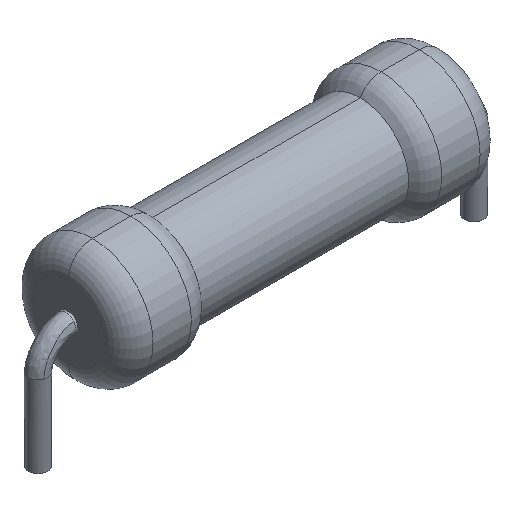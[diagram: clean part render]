
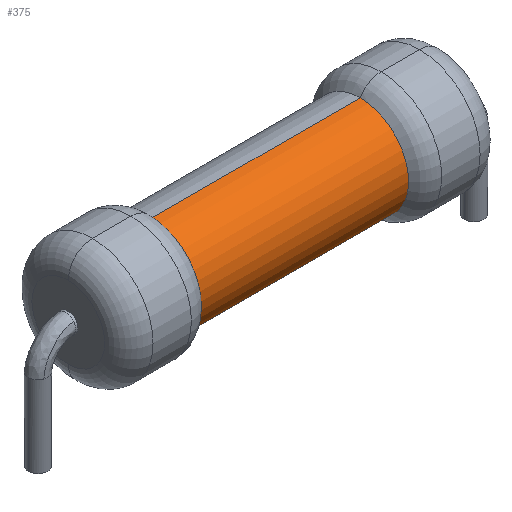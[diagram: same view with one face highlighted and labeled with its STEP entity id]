
A CAD part, isometric view. The second image highlights one B-rep face of the part: STEP entity #375.
In plain terms, the highlighted cylindrical face has radius 2 mm (diameter 4 mm), a partial arc.
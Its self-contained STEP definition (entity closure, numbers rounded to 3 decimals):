
#70 = CIRCLE ( 'NONE', #185, 2. ) ;
#74 = FACE_OUTER_BOUND ( 'NONE', #316, .T. ) ;
#77 = DIRECTION ( 'NONE',  ( 0., 0., -1. ) ) ;
#87 = CARTESIAN_POINT ( 'NONE',  ( -4.3, 0., 4. ) ) ;
#104 = CARTESIAN_POINT ( 'NONE',  ( 4.3, 0., 4. ) ) ;
#158 = AXIS2_PLACEMENT_3D ( 'NONE', #607, #511, #724 ) ;
#185 = AXIS2_PLACEMENT_3D ( 'NONE', #825, #733, #77 ) ;
#191 = CARTESIAN_POINT ( 'NONE',  ( 4.3, 0., 2. ) ) ;
#193 = ORIENTED_EDGE ( 'NONE', *, *, #938, .F. ) ;
#256 = VERTEX_POINT ( 'NONE', #778 ) ;
#285 = VERTEX_POINT ( 'NONE', #571 ) ;
#316 = EDGE_LOOP ( 'NONE', ( #921, #193, #703, #1114 ) ) ;
#375 = ADVANCED_FACE ( 'NONE', ( #74 ), #1012, .T. ) ;
#422 = CARTESIAN_POINT ( 'NONE',  ( 4.3, 0., 0. ) ) ;
#511 = DIRECTION ( 'NONE',  ( -1., 0., 0. ) ) ;
#571 = CARTESIAN_POINT ( 'NONE',  ( 4.3, 0., 4. ) ) ;
#607 = CARTESIAN_POINT ( 'NONE',  ( 4.3, 0., 2. ) ) ;
#612 = VERTEX_POINT ( 'NONE', #87 ) ;
#641 = LINE ( 'NONE', #422, #1075 ) ;
#703 = ORIENTED_EDGE ( 'NONE', *, *, #1270, .T. ) ;
#709 = DIRECTION ( 'NONE',  ( 1., 0., 0. ) ) ;
#724 = DIRECTION ( 'NONE',  ( 0., 0., 1. ) ) ;
#733 = DIRECTION ( 'NONE',  ( 1., 0., 0. ) ) ;
#740 = CIRCLE ( 'NONE', #1072, 2. ) ;
#778 = CARTESIAN_POINT ( 'NONE',  ( -4.3, 0., 0. ) ) ;
#825 = CARTESIAN_POINT ( 'NONE',  ( -4.3, 0., 2. ) ) ;
#919 = EDGE_CURVE ( 'NONE', #612, #256, #70, .T. ) ;
#921 = ORIENTED_EDGE ( 'NONE', *, *, #1325, .F. ) ;
#938 = EDGE_CURVE ( 'NONE', #285, #1280, #740, .T. ) ;
#948 = DIRECTION ( 'NONE',  ( -1., 0., 0. ) ) ;
#954 = CARTESIAN_POINT ( 'NONE',  ( 4.3, 0., 0. ) ) ;
#1012 = CYLINDRICAL_SURFACE ( 'NONE', #158, 2. ) ;
#1072 = AXIS2_PLACEMENT_3D ( 'NONE', #191, #709, #1155 ) ;
#1075 = VECTOR ( 'NONE', #948, 1000. ) ;
#1114 = ORIENTED_EDGE ( 'NONE', *, *, #919, .T. ) ;
#1153 = DIRECTION ( 'NONE',  ( -1., 0., 0. ) ) ;
#1155 = DIRECTION ( 'NONE',  ( 0., 0., -1. ) ) ;
#1269 = LINE ( 'NONE', #104, #1339 ) ;
#1270 = EDGE_CURVE ( 'NONE', #285, #612, #1269, .T. ) ;
#1280 = VERTEX_POINT ( 'NONE', #954 ) ;
#1325 = EDGE_CURVE ( 'NONE', #1280, #256, #641, .T. ) ;
#1339 = VECTOR ( 'NONE', #1153, 1000. ) ;
